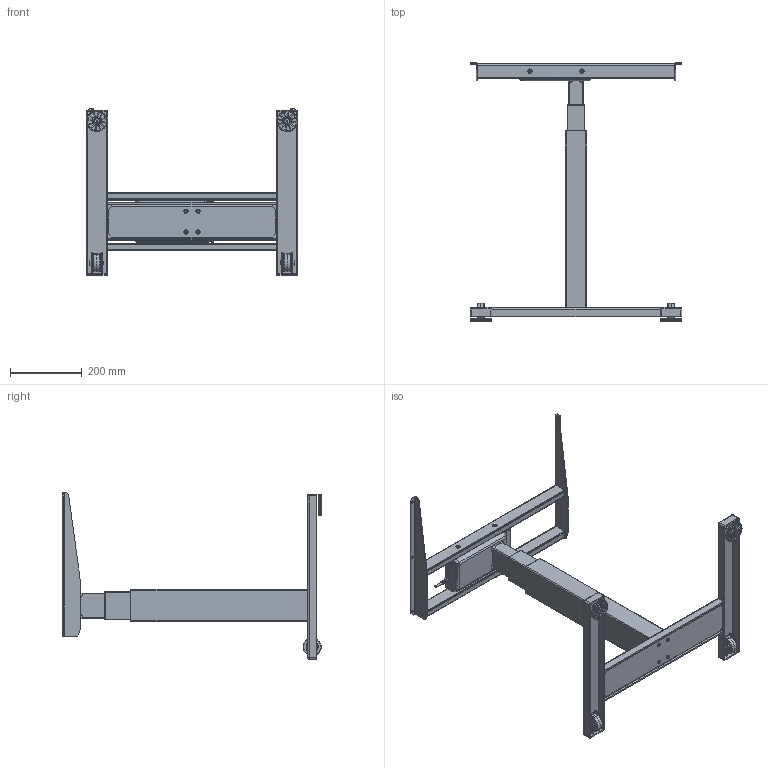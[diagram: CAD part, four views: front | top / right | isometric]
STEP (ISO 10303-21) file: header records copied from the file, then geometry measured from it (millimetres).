
FILE_DESCRIPTION (( 'STEP AP203' ), '1' );
FILE_NAME ('Mini med 2 hjul_50121x.STEP', '2019-02-11T15:12:38', ( '' ), ( '' ), 'SwSTEP 2.0', 'SolidWorks 2015', '' );
FILE_SCHEMA (( 'CONFIG_CONTROL_DESIGN' ));
Length unit declared in the file: millimetre
Products named in the file (1): Mini med 2 hjul_50121x
Bounding box: 590 x 719.6 x 465 mm (x, y, z)
Surface area: 1075737.4 mm2 (no closed solid volume)
Topology: 0 solids, 70 shells, 839 faces, 3516 edges, 2673 vertices
Faces by surface type: plane 378, cylinder 286, torus 89, cone 66, sphere 14, bspline 6
Entity records: 37375 total; most frequent: CARTESIAN_POINT 8953, DIRECTION 6014, ORIENTED_EDGE 5075, EDGE_CURVE 3506, VERTEX_POINT 2673, AXIS2_PLACEMENT_3D 2101, LINE 1812, VECTOR 1812
